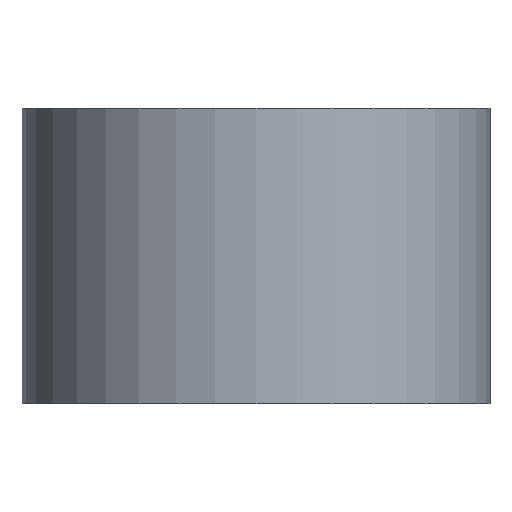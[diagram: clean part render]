
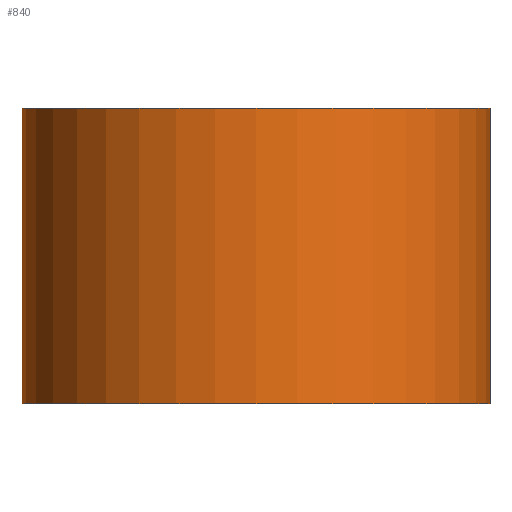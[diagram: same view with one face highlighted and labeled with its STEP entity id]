
A CAD part, front view. The second image highlights one B-rep face of the part: STEP entity #840.
In plain terms, the highlighted cylindrical face has radius 10.3 mm (diameter 20.6 mm), a partial arc.
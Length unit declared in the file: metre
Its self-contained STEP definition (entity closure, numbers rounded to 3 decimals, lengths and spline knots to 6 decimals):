
#30=CYLINDRICAL_SURFACE('',#907,0.0103);
#49=CIRCLE('',#901,0.0103);
#51=CIRCLE('',#904,0.0103);
#105=ORIENTED_EDGE('',*,*,#342,.T.);
#106=ORIENTED_EDGE('',*,*,#324,.T.);
#107=ORIENTED_EDGE('',*,*,#339,.F.);
#108=ORIENTED_EDGE('',*,*,#334,.F.);
#324=EDGE_CURVE('',#445,#444,#49,.T.);
#334=EDGE_CURVE('',#454,#455,#51,.T.);
#339=EDGE_CURVE('',#455,#444,#532,.T.);
#342=EDGE_CURVE('',#454,#445,#535,.T.);
#444=VERTEX_POINT('',#1264);
#445=VERTEX_POINT('',#1266);
#454=VERTEX_POINT('',#1285);
#455=VERTEX_POINT('',#1287);
#532=LINE('',#1304,#632);
#535=LINE('',#1308,#635);
#632=VECTOR('',#1026,1.);
#635=VECTOR('',#1031,1.);
#707=EDGE_LOOP('',(#105,#106,#107,#108));
#759=FACE_BOUND('',#707,.T.);
#840=ADVANCED_FACE('',(#759),#30,.T.);
#901=AXIS2_PLACEMENT_3D('',#1265,#1003,#1004);
#904=AXIS2_PLACEMENT_3D('',#1286,#1017,#1018);
#907=AXIS2_PLACEMENT_3D('',#1307,#1029,#1030);
#1003=DIRECTION('',(0.,0.,1.));
#1004=DIRECTION('',(1.,0.,0.));
#1017=DIRECTION('',(0.,0.,1.));
#1018=DIRECTION('',(1.,0.,0.));
#1026=DIRECTION('',(0.,0.,-1.));
#1029=DIRECTION('',(0.,0.,-1.));
#1030=DIRECTION('',(-1.,0.,0.));
#1031=DIRECTION('',(0.,0.,-1.));
#1264=CARTESIAN_POINT('',(0.0103,-0.06975,0.12));
#1265=CARTESIAN_POINT('',(0.,-0.06975,0.12));
#1266=CARTESIAN_POINT('',(-0.0103,-0.06975,0.12));
#1285=CARTESIAN_POINT('',(-0.0103,-0.06975,0.133));
#1286=CARTESIAN_POINT('',(0.,-0.06975,0.133));
#1287=CARTESIAN_POINT('',(0.0103,-0.06975,0.133));
#1304=CARTESIAN_POINT('',(0.0103,-0.06975,0.133));
#1307=CARTESIAN_POINT('',(0.,-0.06975,0.133));
#1308=CARTESIAN_POINT('',(-0.0103,-0.06975,0.133));
